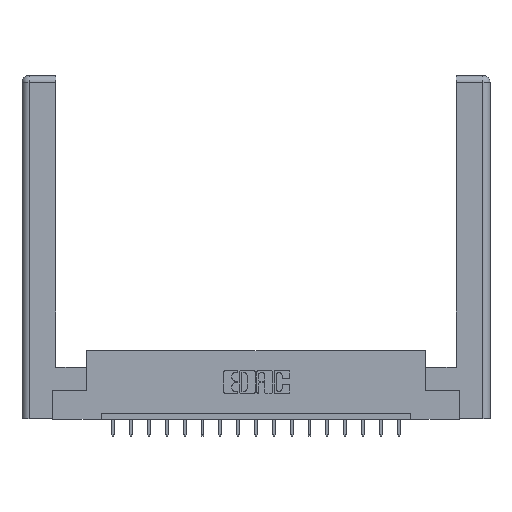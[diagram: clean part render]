
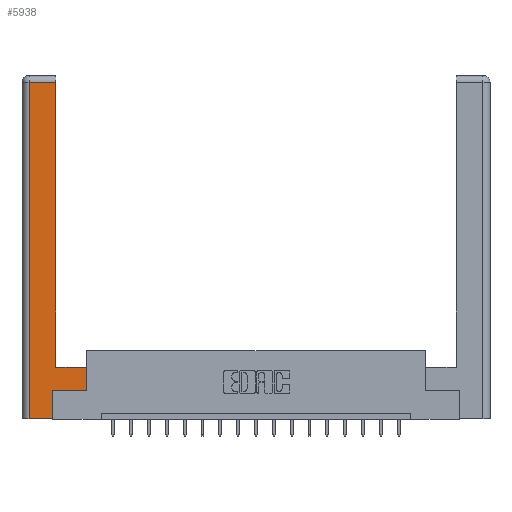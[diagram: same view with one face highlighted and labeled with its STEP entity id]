
A CAD part, top view. The second image highlights one B-rep face of the part: STEP entity #5938.
In plain terms, the highlighted planar face has unit normal (0, 0, 1).
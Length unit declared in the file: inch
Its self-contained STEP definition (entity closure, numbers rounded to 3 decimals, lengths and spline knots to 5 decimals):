
#204 = DIRECTION ( 'NONE',  ( 0., 1., 0. ) ) ;
#341 = VERTEX_POINT ( 'NONE', #18345 ) ;
#666 = CARTESIAN_POINT ( 'NONE',  ( 0.565, 0.245, 0. ) ) ;
#776 = VERTEX_POINT ( 'NONE', #16534 ) ;
#1200 = ORIENTED_EDGE ( 'NONE', *, *, #5672, .T. ) ;
#1239 = EDGE_CURVE ( 'NONE', #13349, #341, #17121, .T. ) ;
#1522 = LINE ( 'NONE', #12865, #4424 ) ;
#2020 = EDGE_CURVE ( 'NONE', #17868, #9497, #13696, .T. ) ;
#2130 = AXIS2_PLACEMENT_3D ( 'NONE', #9689, #12511, #2499 ) ;
#2417 = EDGE_CURVE ( 'NONE', #9497, #6016, #6096, .T. ) ;
#2499 = DIRECTION ( 'NONE',  ( -1., 0., 0. ) ) ;
#2569 = DIRECTION ( 'NONE',  ( -1., 0., 0. ) ) ;
#2596 = ORIENTED_EDGE ( 'NONE', *, *, #2020, .T. ) ;
#2919 = ORIENTED_EDGE ( 'NONE', *, *, #5259, .T. ) ;
#2926 = VECTOR ( 'NONE', #6115, 39.37008 ) ;
#2965 = ORIENTED_EDGE ( 'NONE', *, *, #9504, .T. ) ;
#3882 = VECTOR ( 'NONE', #9747, 39.37008 ) ;
#3982 = CARTESIAN_POINT ( 'NONE',  ( 0.0615, 0., 0. ) ) ;
#3993 = VECTOR ( 'NONE', #204, 39.37008 ) ;
#4140 = CARTESIAN_POINT ( 'NONE',  ( 0.265, 0.245, 0. ) ) ;
#4212 = CARTESIAN_POINT ( 'NONE',  ( 0.565, 0.45, 0. ) ) ;
#4279 = DIRECTION ( 'NONE',  ( 1., 0., 0. ) ) ;
#4424 = VECTOR ( 'NONE', #4279, 39.37008 ) ;
#4841 = CARTESIAN_POINT ( 'NONE',  ( 0.565, 0.45, 0. ) ) ;
#5259 = EDGE_CURVE ( 'NONE', #776, #13962, #14983, .T. ) ;
#5454 = PLANE ( 'NONE',  #2130 ) ;
#5672 = EDGE_CURVE ( 'NONE', #13962, #13349, #9481, .T. ) ;
#5698 = FACE_OUTER_BOUND ( 'NONE', #16065, .T. ) ;
#5938 = ADVANCED_FACE ( 'NONE', ( #5698 ), #5454, .F. ) ;
#6016 = VERTEX_POINT ( 'NONE', #16070 ) ;
#6096 = LINE ( 'NONE', #3982, #10336 ) ;
#6115 = DIRECTION ( 'NONE',  ( 1., 0., 0. ) ) ;
#7281 = ORIENTED_EDGE ( 'NONE', *, *, #2417, .T. ) ;
#8437 = DIRECTION ( 'NONE',  ( 0., 1., 0. ) ) ;
#8794 = VECTOR ( 'NONE', #8437, 39.37008 ) ;
#8922 = VERTEX_POINT ( 'NONE', #16387 ) ;
#8976 = DIRECTION ( 'NONE',  ( 0., 1., 0. ) ) ;
#9481 = LINE ( 'NONE', #4841, #12386 ) ;
#9497 = VERTEX_POINT ( 'NONE', #15043 ) ;
#9504 = EDGE_CURVE ( 'NONE', #341, #17868, #17304, .T. ) ;
#9594 = LINE ( 'NONE', #4140, #3993 ) ;
#9689 = CARTESIAN_POINT ( 'NONE',  ( 0., 0., 0. ) ) ;
#9747 = DIRECTION ( 'NONE',  ( -1., 0., 0. ) ) ;
#9864 = CARTESIAN_POINT ( 'NONE',  ( 0.295, 2.94, 0. ) ) ;
#10336 = VECTOR ( 'NONE', #16696, 39.37008 ) ;
#11173 = EDGE_CURVE ( 'NONE', #8922, #776, #9594, .T. ) ;
#11772 = EDGE_CURVE ( 'NONE', #6016, #8922, #1522, .T. ) ;
#12386 = VECTOR ( 'NONE', #8976, 39.37008 ) ;
#12511 = DIRECTION ( 'NONE',  ( 0., 0., -1. ) ) ;
#12516 = CARTESIAN_POINT ( 'NONE',  ( 0.0615, 2.94, 0. ) ) ;
#12865 = CARTESIAN_POINT ( 'NONE',  ( 0.265, 0., 0. ) ) ;
#13349 = VERTEX_POINT ( 'NONE', #4212 ) ;
#13696 = LINE ( 'NONE', #12516, #14362 ) ;
#13962 = VERTEX_POINT ( 'NONE', #666 ) ;
#14362 = VECTOR ( 'NONE', #2569, 39.37008 ) ;
#14983 = LINE ( 'NONE', #16256, #2926 ) ;
#15043 = CARTESIAN_POINT ( 'NONE',  ( 0.0615, 2.94, 0. ) ) ;
#15548 = ORIENTED_EDGE ( 'NONE', *, *, #11772, .T. ) ;
#16065 = EDGE_LOOP ( 'NONE', ( #2965, #2596, #7281, #15548, #18499, #2919, #1200, #17255 ) ) ;
#16070 = CARTESIAN_POINT ( 'NONE',  ( 0.0615, 0., 0. ) ) ;
#16256 = CARTESIAN_POINT ( 'NONE',  ( 0.565, 0.245, 0. ) ) ;
#16387 = CARTESIAN_POINT ( 'NONE',  ( 0.265, 0., 0. ) ) ;
#16534 = CARTESIAN_POINT ( 'NONE',  ( 0.265, 0.245, 0. ) ) ;
#16696 = DIRECTION ( 'NONE',  ( 0., -1., 0. ) ) ;
#17121 = LINE ( 'NONE', #17406, #3882 ) ;
#17255 = ORIENTED_EDGE ( 'NONE', *, *, #1239, .T. ) ;
#17304 = LINE ( 'NONE', #18081, #8794 ) ;
#17406 = CARTESIAN_POINT ( 'NONE',  ( 0.295, 0.45, 0. ) ) ;
#17868 = VERTEX_POINT ( 'NONE', #9864 ) ;
#18081 = CARTESIAN_POINT ( 'NONE',  ( 0.295, 3., 0. ) ) ;
#18345 = CARTESIAN_POINT ( 'NONE',  ( 0.295, 0.45, 0. ) ) ;
#18499 = ORIENTED_EDGE ( 'NONE', *, *, #11173, .T. ) ;
